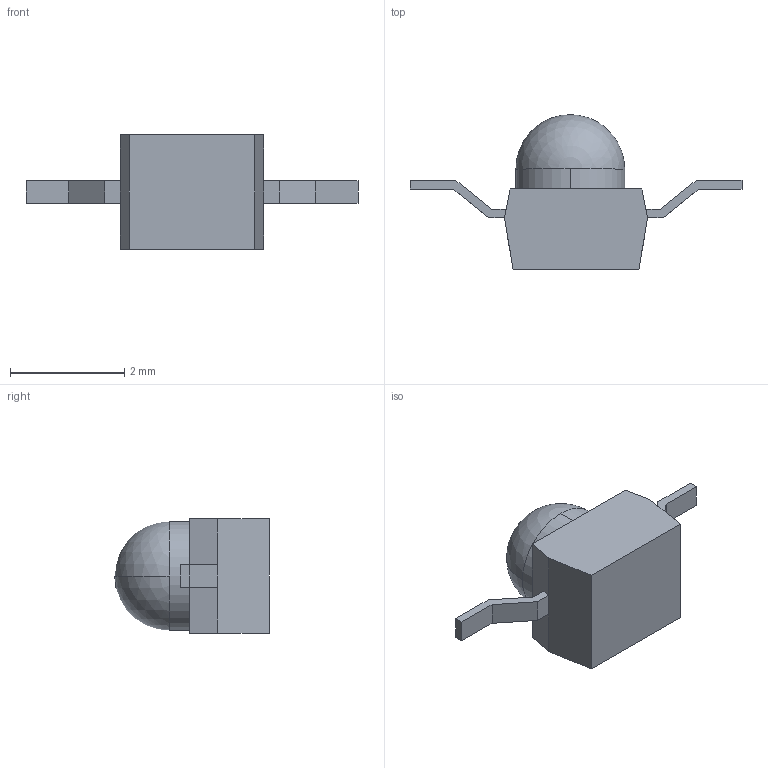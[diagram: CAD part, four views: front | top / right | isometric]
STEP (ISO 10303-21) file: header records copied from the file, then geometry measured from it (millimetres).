
FILE_DESCRIPTION (( 'STEP AP203' ), '1' );
FILE_NAME ('TEMT1000.STEP', '2022-06-26T12:42:02', ( '' ), ( '' ), 'SwSTEP 2.0', 'SolidWorks 2020', '' );
FILE_SCHEMA (( 'CONFIG_CONTROL_DESIGN' ));
Length unit declared in the file: millimetre
Products named in the file (1): TEMT1000
Bounding box: 5.8 x 2.7 x 2 mm (x, y, z)
Volume: 9.6 mm3; surface area: 30.3 mm2
Topology: 1 solids, 1 shells, 30 faces, 80 edges, 51 vertices
Faces by surface type: plane 26, sphere 2, cylinder 2
Entity records: 983 total; most frequent: CARTESIAN_POINT 160, ORIENTED_EDGE 156, DIRECTION 148, EDGE_CURVE 78, LINE 70, VECTOR 70, VERTEX_POINT 51, AXIS2_PLACEMENT_3D 39
